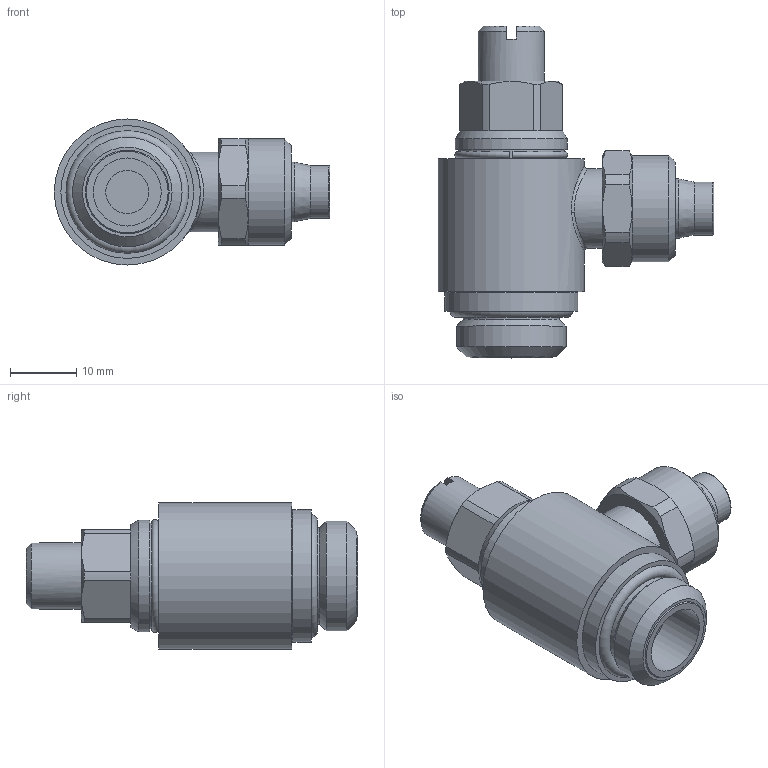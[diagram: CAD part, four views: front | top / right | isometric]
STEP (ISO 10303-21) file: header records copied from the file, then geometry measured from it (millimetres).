
FILE_DESCRIPTION((''),'2;1');
FILE_NAME('MV201038B.stp','2022-08-09T07:43:37',('RL'),(''),'Autodesk Inventor 2012','Autodesk Inventor 2012','');
FILE_SCHEMA(('AUTOMOTIVE_DESIGN { 1 0 10303 214 1 1 1 1 }'));
Length unit declared in the file: millimetre
Products named in the file (1): MV201038B
Bounding box: 41.5 x 50 x 22 mm (x, y, z)
Volume: 14638.4 mm3; surface area: 5299.5 mm2
Topology: 2 solids, 2 shells, 92 faces, 196 edges, 123 vertices
Faces by surface type: plane 41, cylinder 27, cone 19, torus 3, bspline 2
Full cylindrical faces by diameter (mm): 6.5 x2, 8 x1, 9 x1, 10 x1, 10.25 x1, 12 x1, 14.5 x1, 15.9 x1, 16 x1, 16.5 x1, 16.85 x2, 20 x1, 22 x1
Entity records: 3528 total; most frequent: CARTESIAN_POINT 1688, DIRECTION 390, ORIENTED_EDGE 328, AXIS2_PLACEMENT_3D 176, EDGE_CURVE 164, EDGE_LOOP 136, VERTEX_POINT 120, FACE_OUTER_BOUND 92
